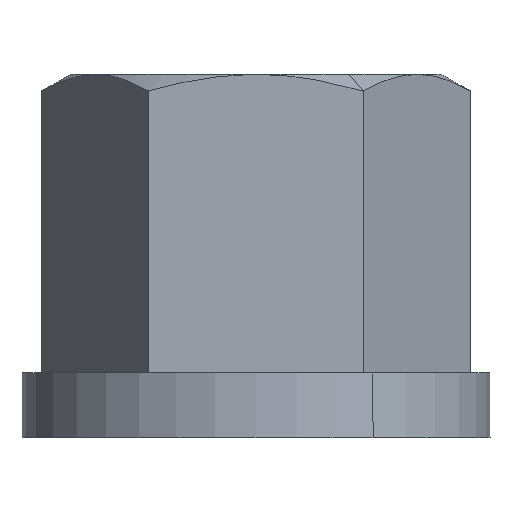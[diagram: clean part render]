
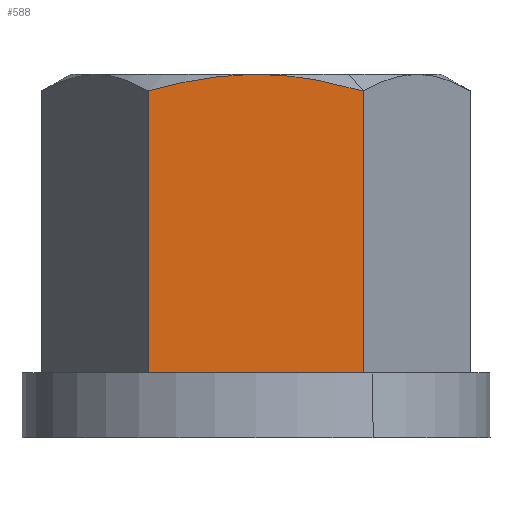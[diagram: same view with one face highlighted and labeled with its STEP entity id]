
A CAD part, left-side view. The second image highlights one B-rep face of the part: STEP entity #588.
In plain terms, the highlighted planar face has unit normal (-1, 0, 0).
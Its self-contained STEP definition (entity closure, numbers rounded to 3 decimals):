
#238=EDGE_CURVE('',#482,#242,#636,.T.);
#242=VERTEX_POINT('',#640);
#360=VERTEX_POINT('',#776);
#376=VERTEX_POINT('',#793);
#474=EDGE_CURVE('',#482,#494,#905,.T.);
#482=VERTEX_POINT('',#913);
#494=VERTEX_POINT('',#926);
#518=EDGE_CURVE('',#360,#376,#950,.T.);
#544=EDGE_CURVE('',#576,#242,#977,.T.);
#564=EDGE_CURVE('',#376,#576,#999,.T.);
#576=VERTEX_POINT('',#1011);
#588=ADVANCED_FACE('',(#1025),#1026,.T.);
#590=EDGE_CURVE('',#494,#360,#1028,.T.);
#636=LINE('',#1076,#1077);
#640=CARTESIAN_POINT('',(-22.993,13.275,42.95));
#776=CARTESIAN_POINT('',(-22.993,-13.275,42.95));
#793=CARTESIAN_POINT('',(-22.993,-0.568,45.0));
#905=LINE('',#1514,#1515);
#913=CARTESIAN_POINT('',(-22.993,13.275,8.));
#926=CARTESIAN_POINT('',(-22.993,-13.275,8.));
#950=(B_SPLINE_CURVE(2,(#1604,#1605,#1606),.UNSPECIFIED.,.F.,.F.)B_SPLINE_CURVE_WITH_KNOTS((3,3),(21.45,37.697),.UNSPECIFIED.)RATIONAL_B_SPLINE_CURVE((1.093,1.082,1.0))BOUNDED_CURVE()REPRESENTATION_ITEM('')GEOMETRIC_REPRESENTATION_ITEM()CURVE());
#977=(B_SPLINE_CURVE(2,(#1653,#1654,#1655),.UNSPECIFIED.,.F.,.F.)B_SPLINE_CURVE_WITH_KNOTS((3,3),(0.0,16.247),.UNSPECIFIED.)RATIONAL_B_SPLINE_CURVE((1.0,1.082,1.093))BOUNDED_CURVE()REPRESENTATION_ITEM('')GEOMETRIC_REPRESENTATION_ITEM()CURVE());
#999=LINE('',#1722,#1723);
#1011=CARTESIAN_POINT('',(-22.993,0.568,45.0));
#1025=FACE_OUTER_BOUND('',#1764,.T.);
#1026=PLANE('',#1765);
#1028=LINE('',#1768,#1769);
#1076=CARTESIAN_POINT('',(-22.993,13.275,0.0));
#1077=VECTOR('',#1802,1.0);
#1514=CARTESIAN_POINT('',(-22.993,-12.387,8.));
#1515=VECTOR('',#2143,1.0);
#1604=CARTESIAN_POINT('',(-22.993,-13.275,42.95));
#1605=CARTESIAN_POINT('',(-22.993,-6.467,44.916));
#1606=CARTESIAN_POINT('',(-22.993,-0.568,45.0));
#1653=CARTESIAN_POINT('',(-22.993,0.568,45.0));
#1654=CARTESIAN_POINT('',(-22.993,6.467,44.916));
#1655=CARTESIAN_POINT('',(-22.993,13.275,42.95));
#1722=CARTESIAN_POINT('',(-22.993,13.275,45.0));
#1723=VECTOR('',#2204,1.0);
#1764=EDGE_LOOP('',(#2231,#2232,#2233,#2234,#2235,#2236));
#1765=AXIS2_PLACEMENT_3D('',#2237,#2238,#2239);
#1768=CARTESIAN_POINT('',(-22.993,-13.275,0.0));
#1769=VECTOR('',#2240,1.0);
#1802=DIRECTION('',(0.0,0.0,1.0));
#2143=DIRECTION('',(0.0,-1.0,0.));
#2204=DIRECTION('',(0.0,1.0,0.0));
#2231=ORIENTED_EDGE('',*,*,#474,.T.);
#2232=ORIENTED_EDGE('',*,*,#590,.T.);
#2233=ORIENTED_EDGE('',*,*,#518,.T.);
#2234=ORIENTED_EDGE('',*,*,#564,.T.);
#2235=ORIENTED_EDGE('',*,*,#544,.T.);
#2236=ORIENTED_EDGE('',*,*,#238,.F.);
#2237=CARTESIAN_POINT('',(-22.993,-13.275,0.0));
#2238=DIRECTION('',(-1.0,0.0,0.0));
#2239=DIRECTION('',(0.0,0.0,-1.0));
#2240=DIRECTION('',(0.0,0.0,1.0));
